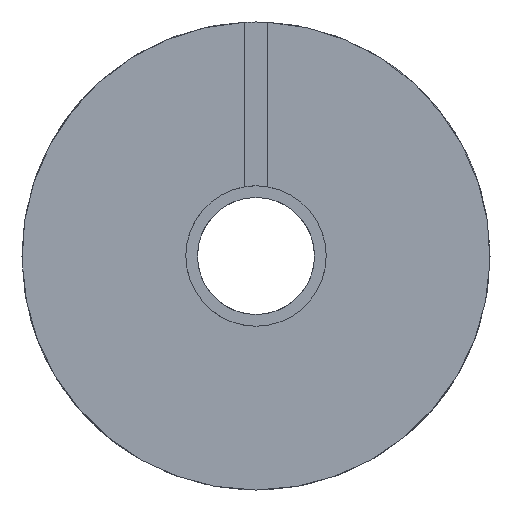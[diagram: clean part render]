
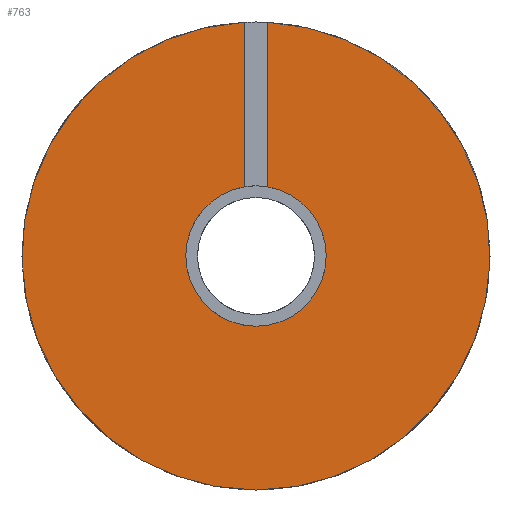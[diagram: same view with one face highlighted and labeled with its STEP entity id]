
A CAD part, left-side view. The second image highlights one B-rep face of the part: STEP entity #763.
In plain terms, the highlighted planar face has unit normal (-1, 0, 0).
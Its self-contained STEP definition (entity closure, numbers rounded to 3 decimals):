
#5 = EDGE_CURVE ( 'NONE', #240, #677, #314, .T. ) ;
#88 = CARTESIAN_POINT ( 'NONE',  ( -22., 0., 0. ) ) ;
#103 = VERTEX_POINT ( 'NONE', #286 ) ;
#119 = ORIENTED_EDGE ( 'NONE', *, *, #5, .T. ) ;
#122 = EDGE_LOOP ( 'NONE', ( #1222, #1317, #691, #119, #140, #996 ) ) ;
#140 = ORIENTED_EDGE ( 'NONE', *, *, #662, .T. ) ;
#198 = DIRECTION ( 'NONE',  ( 0., 0., -1. ) ) ;
#202 = AXIS2_PLACEMENT_3D ( 'NONE', #777, #985, #506 ) ;
#240 = VERTEX_POINT ( 'NONE', #458 ) ;
#266 = DIRECTION ( 'NONE',  ( 1., 0., 0. ) ) ;
#286 = CARTESIAN_POINT ( 'NONE',  ( -22., 0., -10. ) ) ;
#299 = EDGE_CURVE ( 'NONE', #1017, #103, #688, .T. ) ;
#314 = LINE ( 'NONE', #1142, #334 ) ;
#323 = AXIS2_PLACEMENT_3D ( 'NONE', #361, #266, #1234 ) ;
#334 = VECTOR ( 'NONE', #1260, 1000. ) ;
#356 = VERTEX_POINT ( 'NONE', #936 ) ;
#361 = CARTESIAN_POINT ( 'NONE',  ( -22., 0., 0. ) ) ;
#413 = DIRECTION ( 'NONE',  ( -1., 0., 0. ) ) ;
#458 = CARTESIAN_POINT ( 'NONE',  ( -22., -0.5, 9.987 ) ) ;
#485 = PLANE ( 'NONE',  #669 ) ;
#506 = DIRECTION ( 'NONE',  ( 0., 0., -1. ) ) ;
#541 = CARTESIAN_POINT ( 'NONE',  ( -22., 0.5, 9.987 ) ) ;
#548 = EDGE_CURVE ( 'NONE', #797, #1017, #1290, .T. ) ;
#585 = DIRECTION ( 'NONE',  ( 0., 0., 1. ) ) ;
#644 = CIRCLE ( 'NONE', #863, 10. ) ;
#662 = EDGE_CURVE ( 'NONE', #677, #356, #746, .T. ) ;
#669 = AXIS2_PLACEMENT_3D ( 'NONE', #1019, #1248, #793 ) ;
#677 = VERTEX_POINT ( 'NONE', #893 ) ;
#688 = CIRCLE ( 'NONE', #202, 10. ) ;
#691 = ORIENTED_EDGE ( 'NONE', *, *, #1034, .T. ) ;
#700 = EDGE_CURVE ( 'NONE', #356, #797, #1310, .T. ) ;
#746 = CIRCLE ( 'NONE', #972, 3. ) ;
#761 = CARTESIAN_POINT ( 'NONE',  ( -22., 0., 0. ) ) ;
#763 = ADVANCED_FACE ( 'NONE', ( #914 ), #485, .T. ) ;
#777 = CARTESIAN_POINT ( 'NONE',  ( -22., 0., 0. ) ) ;
#793 = DIRECTION ( 'NONE',  ( 0., -1., 0. ) ) ;
#797 = VERTEX_POINT ( 'NONE', #1366 ) ;
#863 = AXIS2_PLACEMENT_3D ( 'NONE', #88, #413, #198 ) ;
#893 = CARTESIAN_POINT ( 'NONE',  ( -22., -0.5, 2.958 ) ) ;
#914 = FACE_OUTER_BOUND ( 'NONE', #122, .T. ) ;
#936 = CARTESIAN_POINT ( 'NONE',  ( -22., 0., -3. ) ) ;
#972 = AXIS2_PLACEMENT_3D ( 'NONE', #761, #1361, #585 ) ;
#985 = DIRECTION ( 'NONE',  ( -1., 0., 0. ) ) ;
#996 = ORIENTED_EDGE ( 'NONE', *, *, #700, .T. ) ;
#1017 = VERTEX_POINT ( 'NONE', #541 ) ;
#1019 = CARTESIAN_POINT ( 'NONE',  ( -22., 10., -10.2 ) ) ;
#1034 = EDGE_CURVE ( 'NONE', #103, #240, #644, .T. ) ;
#1129 = VECTOR ( 'NONE', #1416, 1000. ) ;
#1142 = CARTESIAN_POINT ( 'NONE',  ( -22., -0.5, -0.1 ) ) ;
#1222 = ORIENTED_EDGE ( 'NONE', *, *, #548, .T. ) ;
#1234 = DIRECTION ( 'NONE',  ( 0., 0., 1. ) ) ;
#1248 = DIRECTION ( 'NONE',  ( -1., 0., 0. ) ) ;
#1260 = DIRECTION ( 'NONE',  ( 0., 0., -1. ) ) ;
#1290 = LINE ( 'NONE', #1318, #1129 ) ;
#1310 = CIRCLE ( 'NONE', #323, 3. ) ;
#1317 = ORIENTED_EDGE ( 'NONE', *, *, #299, .T. ) ;
#1318 = CARTESIAN_POINT ( 'NONE',  ( -22., 0.5, -0.1 ) ) ;
#1361 = DIRECTION ( 'NONE',  ( 1., 0., 0. ) ) ;
#1366 = CARTESIAN_POINT ( 'NONE',  ( -22., 0.5, 2.958 ) ) ;
#1416 = DIRECTION ( 'NONE',  ( 0., 0., 1. ) ) ;
